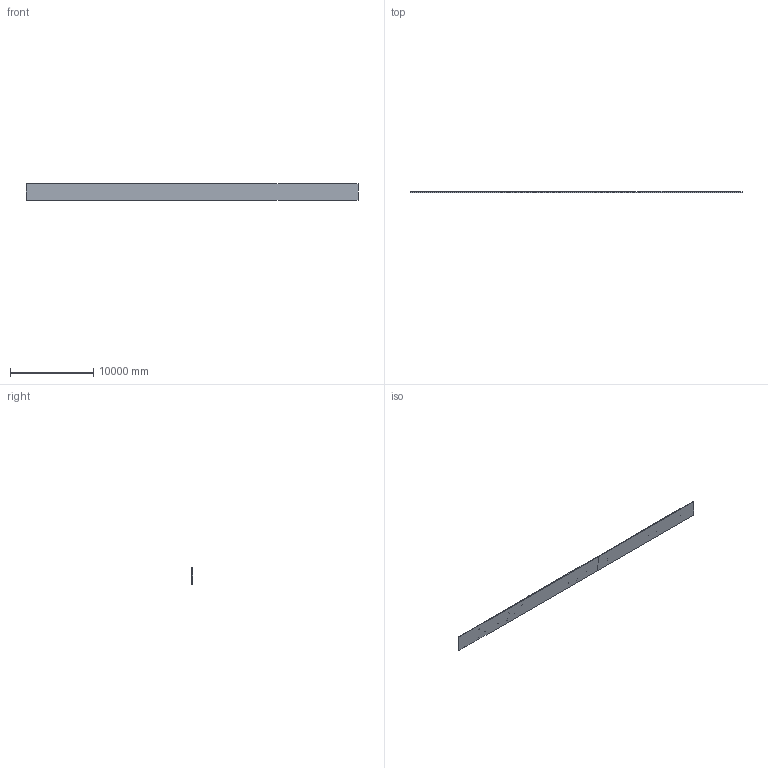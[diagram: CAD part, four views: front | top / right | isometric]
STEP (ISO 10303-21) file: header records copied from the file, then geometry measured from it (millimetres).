
FILE_DESCRIPTION (( 'STEP AP203' ), '1' );
FILE_NAME ('Road.STEP', '2023-07-13T13:13:09', ( '' ), ( '' ), 'SwSTEP 2.0', 'SolidWorks 2022', '' );
FILE_SCHEMA (( 'CONFIG_CONTROL_DESIGN' ));
Length unit declared in the file: millimetre
Products named in the file (1): Road
Bounding box: 40000 x 150 x 2000 mm (x, y, z)
Volume: 8186259116.8 mm3; surface area: 170279644.8 mm2
Topology: 1 solids, 1 shells, 197 faces, 442 edges, 272 vertices
Faces by surface type: plane 99, cylinder 80, torus 18
Entity records: 5403 total; most frequent: CARTESIAN_POINT 1152, ORIENTED_EDGE 884, DIRECTION 812, EDGE_CURVE 442, VECTOR 308, LINE 308, VERTEX_POINT 272, AXIS2_PLACEMENT_3D 252
